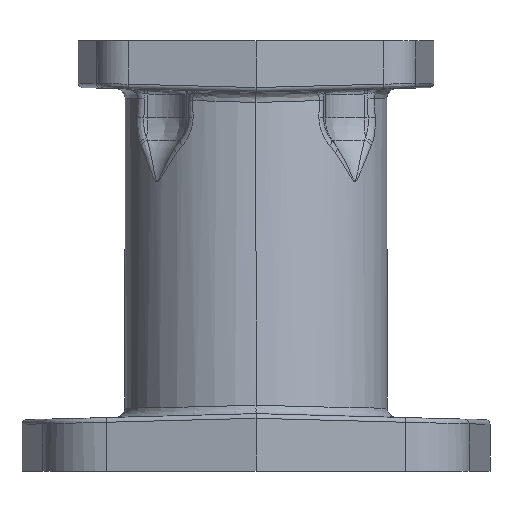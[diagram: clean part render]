
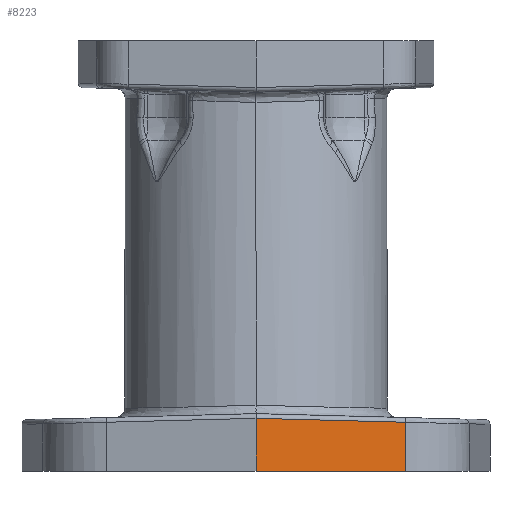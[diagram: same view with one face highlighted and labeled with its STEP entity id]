
A CAD part, front view. The second image highlights one B-rep face of the part: STEP entity #8223.
In plain terms, the highlighted planar face has unit normal (0.139, -0.99, 0).
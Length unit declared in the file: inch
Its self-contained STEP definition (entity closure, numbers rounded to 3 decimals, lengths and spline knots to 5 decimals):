
#978=CARTESIAN_POINT('',(0.,-3.70802,0.83204));
#984=DIRECTION('',(0.99,0.139,-0.026));
#985=VECTOR('',#984,2.01398);
#986=CARTESIAN_POINT('',(0.,-3.70802,0.83204));
#987=LINE('',#986,#985);
#1002=CARTESIAN_POINT('',(1.99371,-3.42782,
0.77983));
#2583=DIRECTION('',(0.99,0.139,0.));
#2584=VECTOR('',#2583,2.0133);
#2585=CARTESIAN_POINT('',(0.,-3.70802,0.125));
#2586=LINE('',#2585,#2584);
#2587=DIRECTION('',(0.,0.,1.));
#2588=VECTOR('',#2587,0.70704);
#2589=CARTESIAN_POINT('',(0.,-3.70802,0.125));
#2590=LINE('',#2589,#2588);
#2830=DIRECTION('',(0.,0.,1.));
#2831=VECTOR('',#2830,0.65483);
#2832=CARTESIAN_POINT('',(1.99371,-3.42782,0.125));
#2833=LINE('',#2832,#2831);
#3196=VERTEX_POINT('',#1002);
#3259=VERTEX_POINT('',#978);
#3266=CARTESIAN_POINT('',(0.,-3.70802,0.125));
#3267=CARTESIAN_POINT('',(1.99371,-3.42782,0.125));
#3268=VERTEX_POINT('',#3266);
#3269=VERTEX_POINT('',#3267);
#8210=CARTESIAN_POINT('',(0.,-3.70802,0.));
#8211=DIRECTION('',(0.139,-0.99,0.));
#8212=DIRECTION('',(0.99,0.139,0.));
#8213=AXIS2_PLACEMENT_3D('',#8210,#8211,#8212);
#8214=PLANE('',#8213);
#8215=ORIENTED_EDGE('',*,*,#5446,.F.);
#8217=ORIENTED_EDGE('',*,*,#8216,.T.);
#8218=ORIENTED_EDGE('',*,*,#5345,.T.);
#8220=ORIENTED_EDGE('',*,*,#8219,.F.);
#8221=EDGE_LOOP('',(#8215,#8217,#8218,#8220));
#8222=FACE_OUTER_BOUND('',#8221,.F.);
#8223=ADVANCED_FACE('',(#8222),#8214,.T.);
#5345=EDGE_CURVE('',#3259,#3196,#987,.T.);
#5446=EDGE_CURVE('',#3268,#3269,#2586,.T.);
#8216=EDGE_CURVE('',#3268,#3259,#2590,.T.);
#8219=EDGE_CURVE('',#3269,#3196,#2833,.T.);
